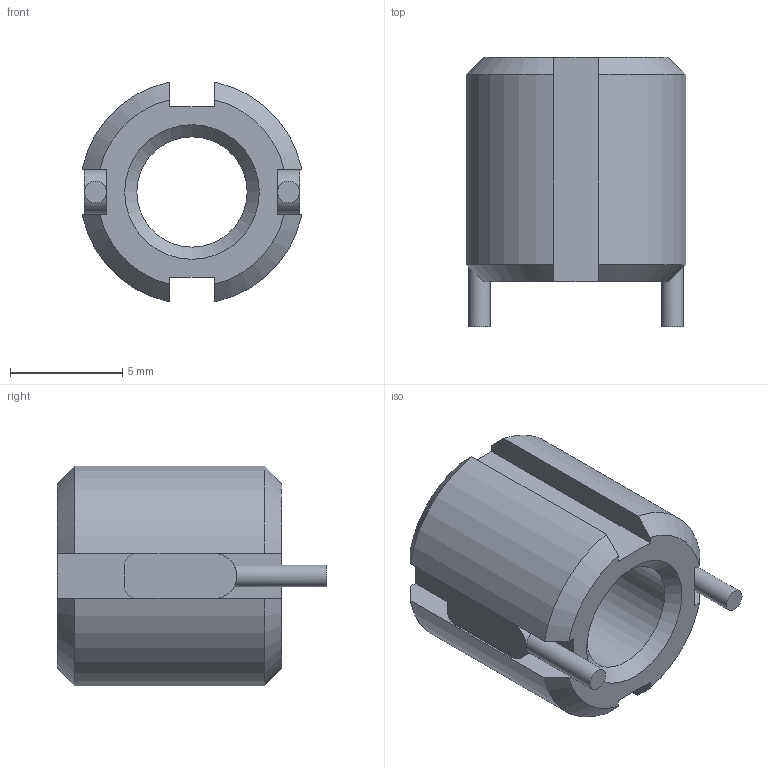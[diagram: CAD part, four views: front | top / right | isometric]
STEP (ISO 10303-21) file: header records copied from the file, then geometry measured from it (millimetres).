
FILE_DESCRIPTION( ( 'STEP AP214' ), '1' );
FILE_NAME( 'K0398.106.stp', '2020-12-07T12:01:32', ( '' ), ( '' ), ' ', 'PARTsolutions', ' ' );
FILE_SCHEMA( ( 'AUTOMOTIVE_DESIGN { 1 0 10303 214 1 1 1 1 }' ) );
Length unit declared in the file: millimetre
Products named in the file (1): _K0398.106
Bounding box: 9.8 x 12 x 9.8 mm (x, y, z)
Volume: 509.5 mm3; surface area: 642.5 mm2
Topology: 1 solids, 1 shells, 45 faces, 123 edges, 82 vertices
Faces by surface type: plane 22, cylinder 13, cone 10
Full cylindrical faces by diameter (mm): 0.98 x2, 4.917 x1
Entity records: 1826 total; most frequent: CARTESIAN_POINT 336, ORIENTED_EDGE 232, DIRECTION 224, EDGE_CURVE 116, AXIS2_PLACEMENT_3D 80, VERTEX_POINT 80, LINE 64, VECTOR 64
